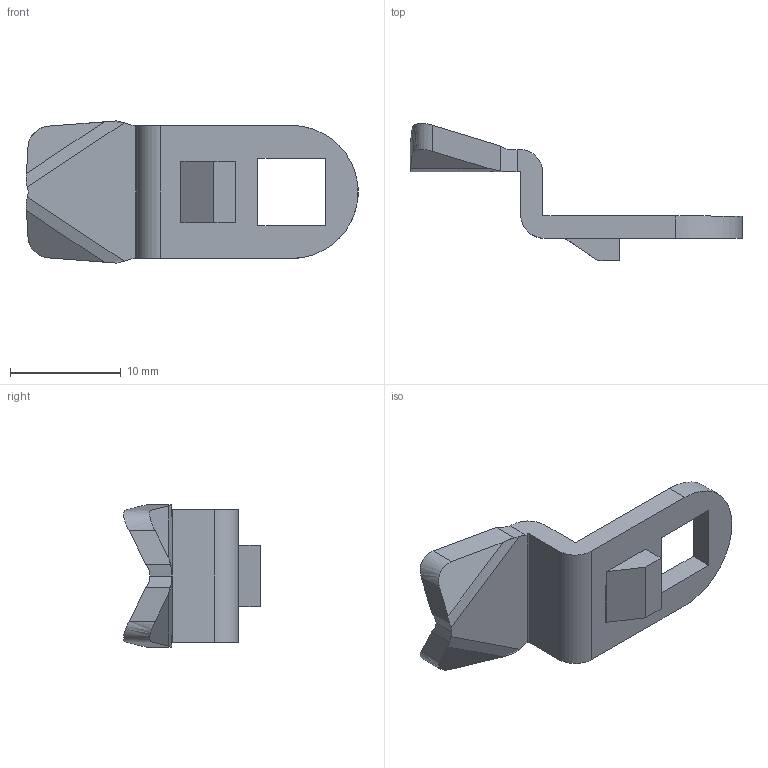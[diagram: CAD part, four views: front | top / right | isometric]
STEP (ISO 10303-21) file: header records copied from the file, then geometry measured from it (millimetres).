
FILE_DESCRIPTION((''),'2;1');
FILE_NAME('','2006-10-31T08:10:22',(''),(''),'','CADfix','');
FILE_SCHEMA(('AUTOMOTIVE_DESIGN'));
Length unit declared in the file: millimetre
Products named in the file (1): cam
Bounding box: 29.99 x 12.37 x 12.84 mm (x, y, z)
Volume: 756.2 mm3; surface area: 1035.9 mm2
Topology: 1 solids, 1 shells, 48 faces, 134 edges, 88 vertices
Faces by surface type: bspline 48
Entity records: 1434 total; most frequent: CARTESIAN_POINT 635, ORIENTED_EDGE 268, EDGE_CURVE 134, QUASI_UNIFORM_CURVE 98, VERTEX_POINT 88, EDGE_LOOP 52, FACE_OUTER_BOUND 48, ADVANCED_FACE 48
